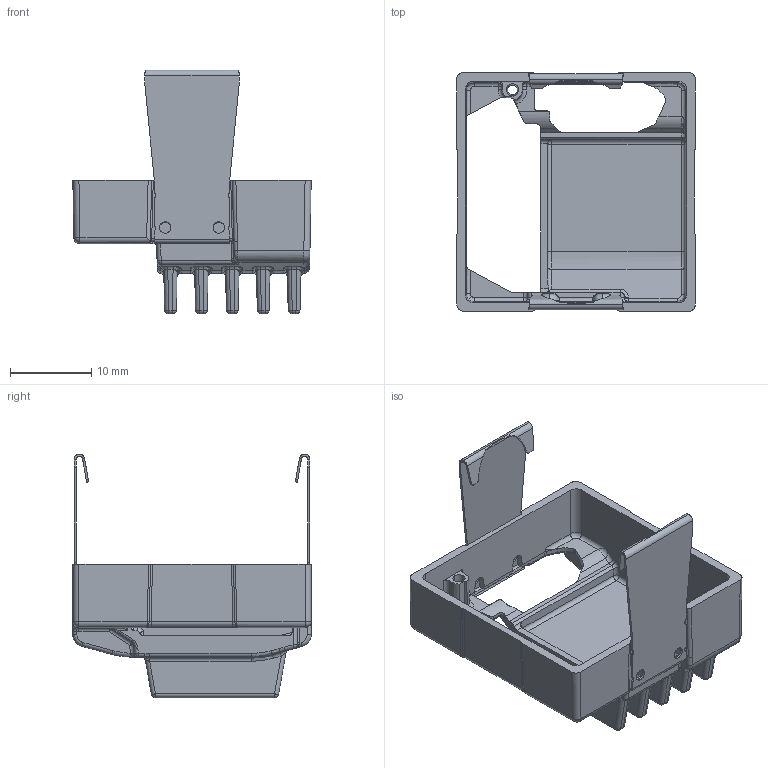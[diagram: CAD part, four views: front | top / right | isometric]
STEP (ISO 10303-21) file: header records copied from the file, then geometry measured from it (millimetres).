
FILE_DESCRIPTION (( 'STEP AP214' ), '1' );
FILE_NAME ('Alvium-USB180-Cover-with-Clips.STEP', '2021-01-13T10:37:32', ( '' ), ( '' ), 'SwSTEP 2.0', 'SolidWorks 2019', '' );
FILE_SCHEMA (( 'AUTOMOTIVE_DESIGN' ));
Length unit declared in the file: millimetre
Products named in the file (1): Alvium-USB180-Cover-with-Clips
Bounding box: 29.3 x 29.3 x 29.96 mm (x, y, z)
Volume: 2439.1 mm3; surface area: 4961.4 mm2
Topology: 3 solids, 3 shells, 699 faces, 1774 edges, 1040 vertices
Faces by surface type: cylinder 291, plane 211, bspline 149, sphere 35, cone 8, torus 5
Entity records: 30170 total; most frequent: CARTESIAN_POINT 7373, ORIENTED_EDGE 3472, DIRECTION 2826, EDGE_CURVE 1736, VERTEX_POINT 1040, AXIS2_PLACEMENT_3D 996, LINE 834, VECTOR 834
